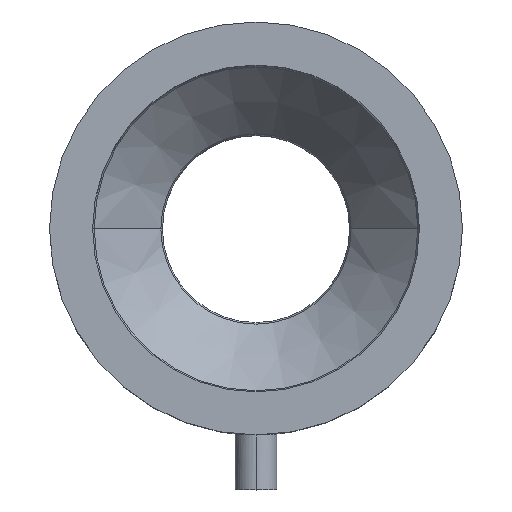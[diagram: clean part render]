
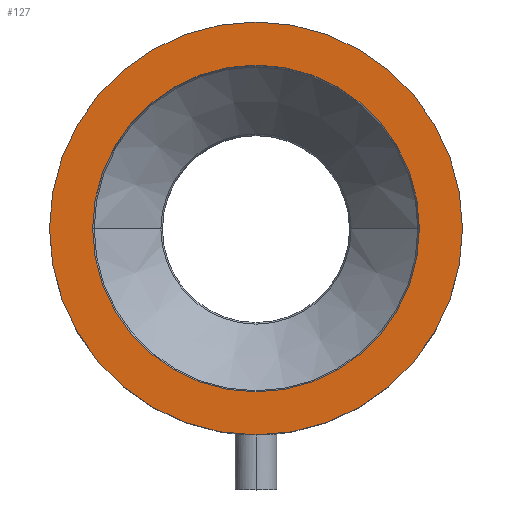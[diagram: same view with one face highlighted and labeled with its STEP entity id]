
A CAD part, top view. The second image highlights one B-rep face of the part: STEP entity #127.
In plain terms, the highlighted planar face has unit normal (0, 0, 1).
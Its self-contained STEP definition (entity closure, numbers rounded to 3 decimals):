
#16 = EDGE_CURVE ( 'NONE', #787, #600, #1243, .T. ) ;
#21 = DIRECTION ( 'NONE',  ( 0., 0., -1. ) ) ;
#63 = DIRECTION ( 'NONE',  ( 0., 0., 1. ) ) ;
#82 = CARTESIAN_POINT ( 'NONE',  ( 0., 0., 84.009 ) ) ;
#83 = CARTESIAN_POINT ( 'NONE',  ( -55., 0., 84.009 ) ) ;
#89 = AXIS2_PLACEMENT_3D ( 'NONE', #83, #63, #462 ) ;
#103 = ORIENTED_EDGE ( 'NONE', *, *, #755, .T. ) ;
#111 = ORIENTED_EDGE ( 'NONE', *, *, #423, .F. ) ;
#127 = ADVANCED_FACE ( 'NONE', ( #164, #945 ), #860, .T. ) ;
#134 = CIRCLE ( 'NONE', #1245, 69.5 ) ;
#157 = CIRCLE ( 'NONE', #365, 69.5 ) ;
#164 = FACE_BOUND ( 'NONE', #588, .T. ) ;
#208 = VERTEX_POINT ( 'NONE', #1167 ) ;
#224 = DIRECTION ( 'NONE',  ( 0., 0., -1. ) ) ;
#227 = ORIENTED_EDGE ( 'NONE', *, *, #16, .T. ) ;
#330 = CARTESIAN_POINT ( 'NONE',  ( 0., 0., 84.009 ) ) ;
#335 = CARTESIAN_POINT ( 'NONE',  ( -55., 0., 84.009 ) ) ;
#365 = AXIS2_PLACEMENT_3D ( 'NONE', #330, #224, #610 ) ;
#389 = CARTESIAN_POINT ( 'NONE',  ( 55., 0., 84.009 ) ) ;
#397 = EDGE_LOOP ( 'NONE', ( #111, #745 ) ) ;
#423 = EDGE_CURVE ( 'NONE', #660, #208, #134, .T. ) ;
#462 = DIRECTION ( 'NONE',  ( 1., 0., 0. ) ) ;
#479 = DIRECTION ( 'NONE',  ( 0., 0., -1. ) ) ;
#517 = CARTESIAN_POINT ( 'NONE',  ( 0., 0., 84.009 ) ) ;
#588 = EDGE_LOOP ( 'NONE', ( #227, #103 ) ) ;
#600 = VERTEX_POINT ( 'NONE', #389 ) ;
#610 = DIRECTION ( 'NONE',  ( -1., 0., 0. ) ) ;
#660 = VERTEX_POINT ( 'NONE', #1180 ) ;
#745 = ORIENTED_EDGE ( 'NONE', *, *, #792, .F. ) ;
#755 = EDGE_CURVE ( 'NONE', #600, #787, #993, .T. ) ;
#787 = VERTEX_POINT ( 'NONE', #335 ) ;
#792 = EDGE_CURVE ( 'NONE', #208, #660, #157, .T. ) ;
#803 = DIRECTION ( 'NONE',  ( -1., 0., 0. ) ) ;
#806 = DIRECTION ( 'NONE',  ( -1., 0., 0. ) ) ;
#860 = PLANE ( 'NONE',  #89 ) ;
#863 = DIRECTION ( 'NONE',  ( -1., 0., 0. ) ) ;
#945 = FACE_OUTER_BOUND ( 'NONE', #397, .T. ) ;
#993 = CIRCLE ( 'NONE', #1265, 55. ) ;
#1052 = AXIS2_PLACEMENT_3D ( 'NONE', #1210, #1204, #806 ) ;
#1167 = CARTESIAN_POINT ( 'NONE',  ( 69.5, 0., 84.009 ) ) ;
#1180 = CARTESIAN_POINT ( 'NONE',  ( -69.5, 0., 84.009 ) ) ;
#1204 = DIRECTION ( 'NONE',  ( 0., 0., -1. ) ) ;
#1210 = CARTESIAN_POINT ( 'NONE',  ( 0., 0., 84.009 ) ) ;
#1243 = CIRCLE ( 'NONE', #1052, 55. ) ;
#1245 = AXIS2_PLACEMENT_3D ( 'NONE', #82, #479, #863 ) ;
#1265 = AXIS2_PLACEMENT_3D ( 'NONE', #517, #21, #803 ) ;
